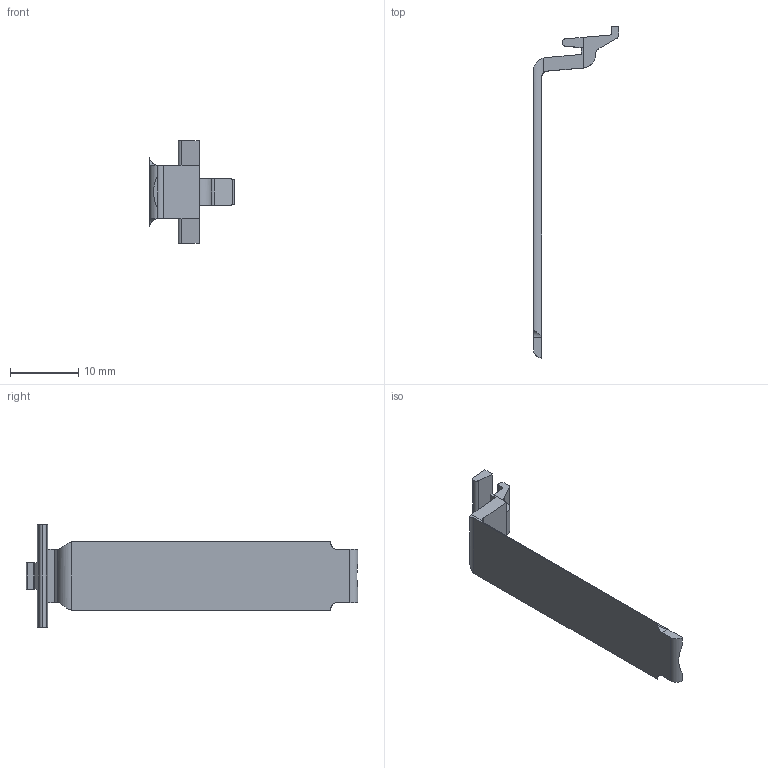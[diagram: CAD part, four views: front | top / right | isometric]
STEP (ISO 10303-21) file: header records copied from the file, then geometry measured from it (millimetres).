
FILE_DESCRIPTION (( 'STEP AP214' ), '1' );
FILE_NAME ('099GA081K.STEP', '2015-06-18T14:49:55', ( 'Not-Admin' ), ( 'Hewlett-Packard Company' ), 'SwSTEP 2.0', 'SolidWorks 2014', '' );
FILE_SCHEMA (( 'AUTOMOTIVE_DESIGN' ));
Length unit declared in the file: millimetre
Products named in the file (1): 099GA081K
Bounding box: 12.5 x 48.8 x 15 mm (x, y, z)
Volume: 585.9 mm3; surface area: 1262.7 mm2
Topology: 1 solids, 1 shells, 38 faces, 106 edges, 70 vertices
Faces by surface type: plane 22, cylinder 16
Entity records: 1294 total; most frequent: CARTESIAN_POINT 316, ORIENTED_EDGE 212, DIRECTION 180, EDGE_CURVE 106, VECTOR 72, LINE 72, VERTEX_POINT 70, AXIS2_PLACEMENT_3D 54
